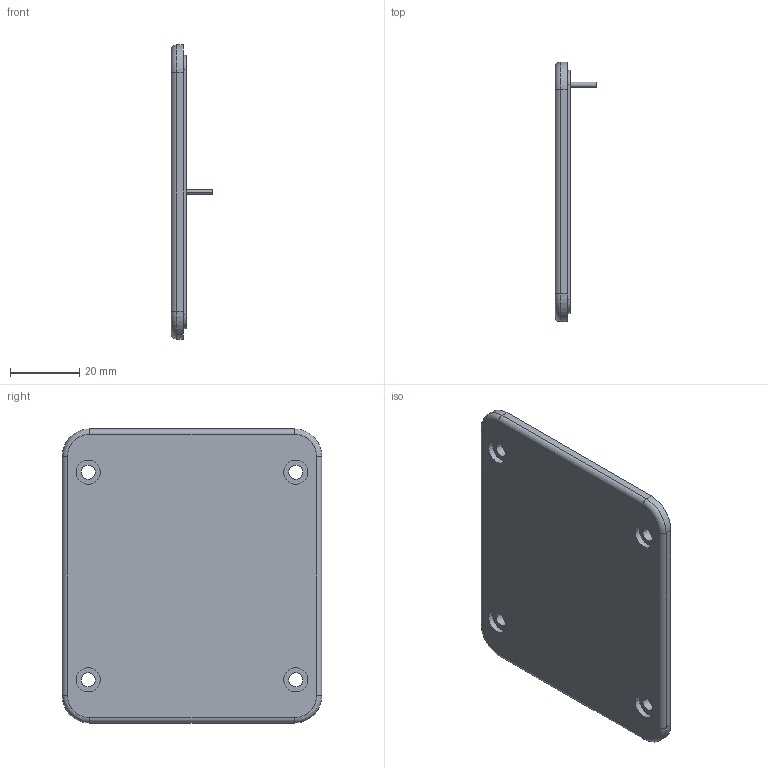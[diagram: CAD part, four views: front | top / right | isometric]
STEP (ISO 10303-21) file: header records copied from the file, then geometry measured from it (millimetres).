
FILE_DESCRIPTION((''),'2;1');
FILE_NAME('GW68292','2021-03-24T13:23:24',('User'),('Axiro Italia'),'CREO PARAMETRIC BY PTC INC, 2020354','CREO PARAMETRIC BY PTC INC, 2020354','');
FILE_SCHEMA(('CONFIG_CONTROL_DESIGN'));
Length unit declared in the file: millimetre
Products named in the file (1): GW68292
Bounding box: 12 x 75 x 85 mm (x, y, z)
Volume: 14513.9 mm3; surface area: 16040.5 mm2
Topology: 1 solids, 1 shells, 183 faces, 506 edges, 336 vertices
Faces by surface type: plane 121, cylinder 58, torus 4
Entity records: 5898 total; most frequent: CARTESIAN_POINT 1025, ORIENTED_EDGE 1012, DIRECTION 1008, EDGE_CURVE 506, VECTOR 370, LINE 370, VERTEX_POINT 336, AXIS2_PLACEMENT_3D 319
